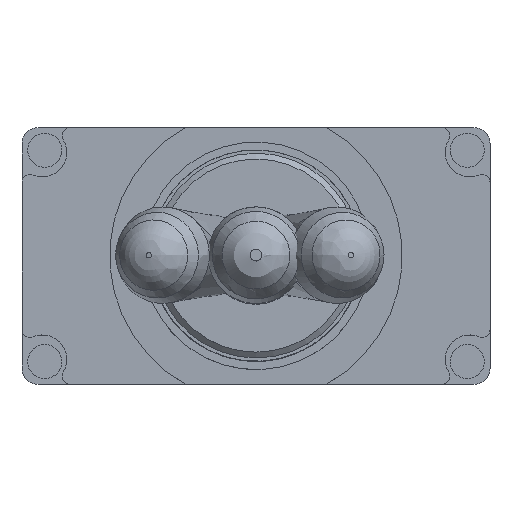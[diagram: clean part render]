
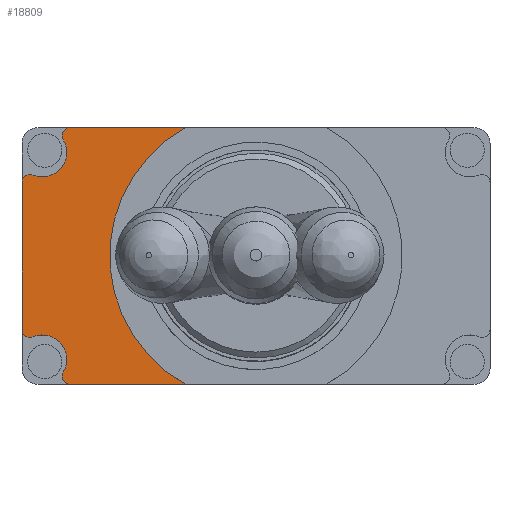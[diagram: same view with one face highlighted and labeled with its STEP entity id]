
A CAD part, top view. The second image highlights one B-rep face of the part: STEP entity #18809.
In plain terms, the highlighted planar face has unit normal (0, 0, 1).
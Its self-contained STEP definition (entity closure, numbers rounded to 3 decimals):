
#481=LINE('',#37826,#1702);
#490=LINE('',#37847,#1711);
#497=LINE('',#37863,#1718);
#1702=VECTOR('',#28574,1000.);
#1711=VECTOR('',#28589,1000.);
#1718=VECTOR('',#28600,1000.);
#5377=ORIENTED_EDGE('',*,*,#10428,.F.);
#5378=ORIENTED_EDGE('',*,*,#10429,.T.);
#5379=ORIENTED_EDGE('',*,*,#10430,.T.);
#5380=ORIENTED_EDGE('',*,*,#10431,.T.);
#5381=ORIENTED_EDGE('',*,*,#10432,.T.);
#5382=ORIENTED_EDGE('',*,*,#10411,.T.);
#5383=ORIENTED_EDGE('',*,*,#10405,.T.);
#5384=ORIENTED_EDGE('',*,*,#10421,.T.);
#5385=ORIENTED_EDGE('',*,*,#10433,.F.);
#5386=ORIENTED_EDGE('',*,*,#10434,.F.);
#10405=EDGE_CURVE('',#13047,#13046,#14644,.T.);
#10411=EDGE_CURVE('',#13052,#13047,#481,.T.);
#10421=EDGE_CURVE('',#13046,#13060,#490,.T.);
#10428=EDGE_CURVE('',#13066,#13067,#14646,.T.);
#10429=EDGE_CURVE('',#13066,#13068,#497,.T.);
#10430=EDGE_CURVE('',#13068,#13069,#14647,.T.);
#10431=EDGE_CURVE('',#13069,#13070,#14648,.T.);
#10432=EDGE_CURVE('',#13070,#13052,#14649,.T.);
#10433=EDGE_CURVE('',#13071,#13060,#14650,.T.);
#10434=EDGE_CURVE('',#13067,#13071,#14651,.T.);
#13046=VERTEX_POINT('',#37813);
#13047=VERTEX_POINT('',#37815);
#13052=VERTEX_POINT('',#37827);
#13060=VERTEX_POINT('',#37846);
#13066=VERTEX_POINT('',#37861);
#13067=VERTEX_POINT('',#37862);
#13068=VERTEX_POINT('',#37864);
#13069=VERTEX_POINT('',#37866);
#13070=VERTEX_POINT('',#37868);
#13071=VERTEX_POINT('',#37871);
#14644=CIRCLE('',#26418,9.);
#14646=CIRCLE('',#26424,0.5);
#14647=CIRCLE('',#26425,0.5);
#14648=CIRCLE('',#26426,1.5);
#14649=CIRCLE('',#26427,0.5);
#14650=CIRCLE('',#26428,0.5);
#14651=CIRCLE('',#26429,1.5);
#15145=EDGE_LOOP('',(#5377,#5378,#5379,#5380,#5381,#5382,#5383,#5384,#5385,
#5386));
#16611=FACE_BOUND('',#15145,.T.);
#17903=PLANE('',#26423);
#18809=ADVANCED_FACE('',(#16611),#17903,.T.);
#26418=AXIS2_PLACEMENT_3D('',#37814,#28565,#28566);
#26423=AXIS2_PLACEMENT_3D('',#37859,#28596,#28597);
#26424=AXIS2_PLACEMENT_3D('',#37860,#28598,#28599);
#26425=AXIS2_PLACEMENT_3D('',#37865,#28601,#28602);
#26426=AXIS2_PLACEMENT_3D('',#37867,#28603,#28604);
#26427=AXIS2_PLACEMENT_3D('',#37869,#28605,#28606);
#26428=AXIS2_PLACEMENT_3D('',#37870,#28607,#28608);
#26429=AXIS2_PLACEMENT_3D('',#37872,#28609,#28610);
#28565=DIRECTION('',(0.,0.,-1.));
#28566=DIRECTION('',(1.,0.,0.));
#28574=DIRECTION('',(1.,0.,0.));
#28589=DIRECTION('',(-1.,0.,0.));
#28596=DIRECTION('',(0.,0.,1.));
#28597=DIRECTION('',(1.,0.,0.));
#28598=DIRECTION('',(0.,0.,-1.));
#28599=DIRECTION('',(1.,0.,0.));
#28600=DIRECTION('',(0.,-1.,0.));
#28601=DIRECTION('',(0.,0.,1.));
#28602=DIRECTION('',(1.,0.,0.));
#28603=DIRECTION('',(0.,0.,-1.));
#28604=DIRECTION('',(-1.,0.,0.));
#28605=DIRECTION('',(0.,0.,1.));
#28606=DIRECTION('',(1.,0.,0.));
#28607=DIRECTION('',(0.,0.,-1.));
#28608=DIRECTION('',(1.,0.,0.));
#28609=DIRECTION('',(0.,0.,1.));
#28610=DIRECTION('',(-1.,0.,0.));
#37813=CARTESIAN_POINT('',(-4.312,7.9,20.7));
#37814=CARTESIAN_POINT('',(0.,0.,20.7));
#37815=CARTESIAN_POINT('',(-4.312,-7.9,20.7));
#37826=CARTESIAN_POINT('',(-13.4,-7.9,20.7));
#37827=CARTESIAN_POINT('',(-11.429,-7.9,20.7));
#37846=CARTESIAN_POINT('',(-11.429,7.9,20.7));
#37847=CARTESIAN_POINT('',(-4.312,7.9,20.7));
#37859=CARTESIAN_POINT('',(-13.4,6.9,20.7));
#37860=CARTESIAN_POINT('',(-13.9,4.514,20.7));
#37861=CARTESIAN_POINT('',(-14.4,4.514,20.7));
#37862=CARTESIAN_POINT('',(-13.71,4.976,20.7));
#37863=CARTESIAN_POINT('',(-14.4,6.9,20.7));
#37864=CARTESIAN_POINT('',(-14.4,-4.514,20.7));
#37865=CARTESIAN_POINT('',(-13.9,-4.514,20.7));
#37866=CARTESIAN_POINT('',(-13.71,-4.976,20.7));
#37867=CARTESIAN_POINT('',(-13.139,-6.364,20.7));
#37868=CARTESIAN_POINT('',(-11.857,-7.141,20.7));
#37869=CARTESIAN_POINT('',(-11.429,-7.4,20.7));
#37870=CARTESIAN_POINT('',(-11.429,7.4,20.7));
#37871=CARTESIAN_POINT('',(-11.857,7.141,20.7));
#37872=CARTESIAN_POINT('',(-13.139,6.364,20.7));
